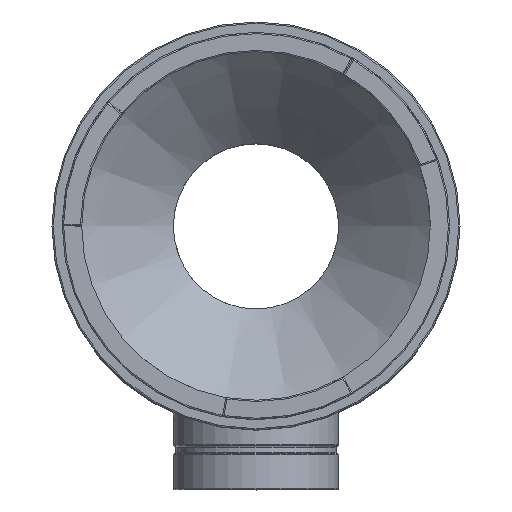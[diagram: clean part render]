
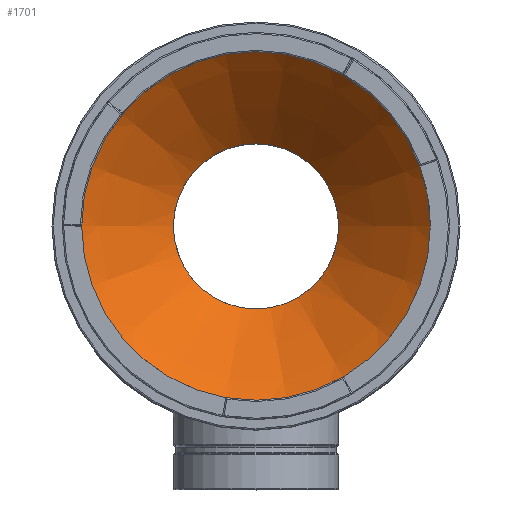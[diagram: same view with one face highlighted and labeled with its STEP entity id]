
A CAD part, top view. The second image highlights one B-rep face of the part: STEP entity #1701.
In plain terms, the highlighted conical face has half-angle 45 degrees and reference radius 53.75 mm.
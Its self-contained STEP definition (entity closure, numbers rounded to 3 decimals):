
#29=CONICAL_SURFACE('',#1909,53.75,0.785);
#177=FACE_OUTER_BOUND('',#281,.T.);
#281=EDGE_LOOP('',(#1475,#1476,#1477,#1478,#1479));
#403=CIRCLE('',#1907,32.);
#405=CIRCLE('',#1910,75.5);
#406=CIRCLE('',#1911,75.5);
#543=LINE('',#4445,#622);
#622=VECTOR('',#2350,53.75);
#790=VERTEX_POINT('',#4436);
#792=VERTEX_POINT('',#4442);
#793=VERTEX_POINT('',#4443);
#1033=EDGE_CURVE('',#790,#790,#403,.T.);
#1036=EDGE_CURVE('',#792,#793,#405,.T.);
#1037=EDGE_CURVE('',#792,#790,#543,.T.);
#1038=EDGE_CURVE('',#793,#792,#406,.T.);
#1475=ORIENTED_EDGE('',*,*,#1036,.F.);
#1476=ORIENTED_EDGE('',*,*,#1037,.T.);
#1477=ORIENTED_EDGE('',*,*,#1033,.F.);
#1478=ORIENTED_EDGE('',*,*,#1037,.F.);
#1479=ORIENTED_EDGE('',*,*,#1038,.F.);
#1701=ADVANCED_FACE('',(#177),#29,.F.);
#1907=AXIS2_PLACEMENT_3D('',#4437,#2341,#2342);
#1909=AXIS2_PLACEMENT_3D('',#4441,#2346,#2347);
#1910=AXIS2_PLACEMENT_3D('',#4444,#2348,#2349);
#1911=AXIS2_PLACEMENT_3D('',#4446,#2351,#2352);
#2341=DIRECTION('center_axis',(0.,0.,1.));
#2342=DIRECTION('ref_axis',(1.,0.,0.));
#2346=DIRECTION('center_axis',(0.,0.,1.));
#2347=DIRECTION('ref_axis',(-1.,0.,0.));
#2348=DIRECTION('center_axis',(0.,0.,-1.));
#2349=DIRECTION('ref_axis',(1.,0.,0.));
#2350=DIRECTION('',(-0.707,0.,-0.707));
#2351=DIRECTION('center_axis',(0.,0.,-1.));
#2352=DIRECTION('ref_axis',(1.,0.,0.));
#4436=CARTESIAN_POINT('',(32.,0.,132.));
#4437=CARTESIAN_POINT('Origin',(0.,0.,132.));
#4441=CARTESIAN_POINT('Origin',(0.,0.,153.75));
#4442=CARTESIAN_POINT('',(75.5,0.,175.5));
#4443=CARTESIAN_POINT('',(-75.5,0.,175.5));
#4444=CARTESIAN_POINT('Origin',(0.,0.,175.5));
#4445=CARTESIAN_POINT('',(53.75,0.,153.75));
#4446=CARTESIAN_POINT('Origin',(0.,0.,175.5));
